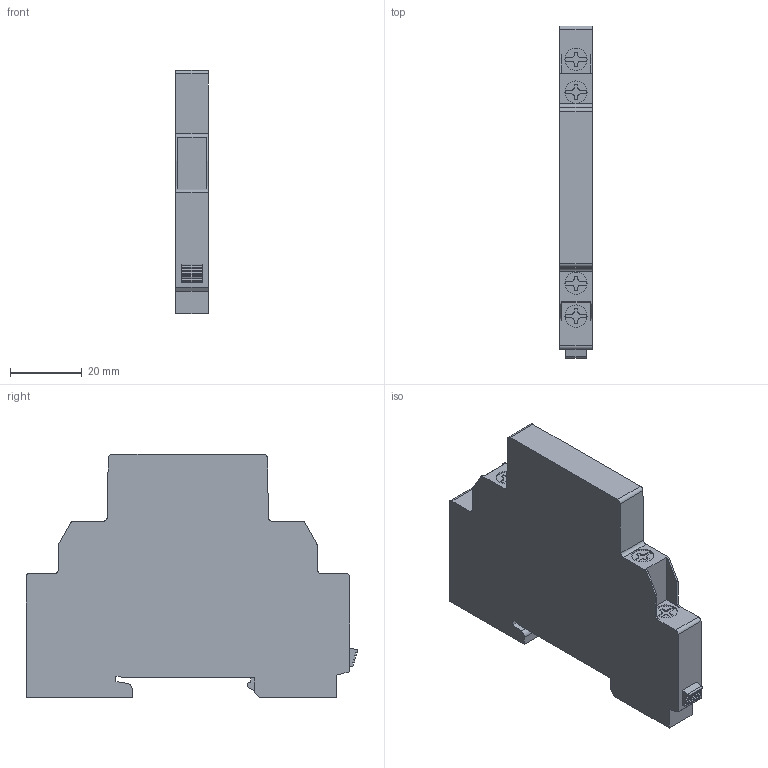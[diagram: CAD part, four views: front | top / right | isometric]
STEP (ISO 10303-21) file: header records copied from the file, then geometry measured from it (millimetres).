
FILE_DESCRIPTION(/* description */ (''),/* implementation_level */ '2;1');
FILE_NAME(/* name */ '3d_SM1X1311M.stp',/* time_stamp */ '2017-06-30T10:56:40+02:00',/* author */ ('Andrzej'),/* organization */ (''),/* preprocessor_version */ 'ST-DEVELOPER v15.5',/* originating_system */ 'AutoCAD Mechanical',/* authorisation */ '');
FILE_SCHEMA (('AUTOMOTIVE_DESIGN { 1 0 10303 214 3 1 1 }'));
Length unit declared in the file: millimetre
Products named in the file (1): Product
Bounding box: 9 x 92.32 x 67.7 mm (x, y, z)
Volume: 41923.6 mm3; surface area: 12869.7 mm2
Topology: 3 solids, 3 shells, 159 faces, 738 edges, 862 vertices
Faces by surface type: plane 110, cylinder 49
Full cylindrical faces by diameter (mm): 6.2 x4
Entity records: 6694 total; most frequent: CARTESIAN_POINT 1848, DIRECTION 1012, ORIENTED_EDGE 858, EDGE_CURVE 429, LINE 364, VECTOR 364, AXIS2_PLACEMENT_3D 324, VERTEX_POINT 288
